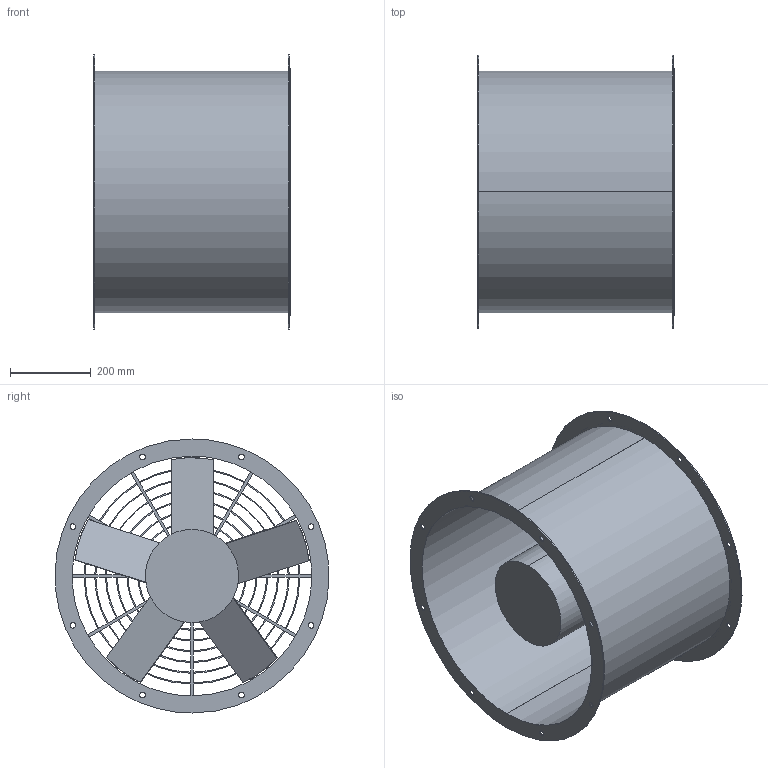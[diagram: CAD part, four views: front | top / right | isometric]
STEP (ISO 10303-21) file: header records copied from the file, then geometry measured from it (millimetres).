
FILE_DESCRIPTION(('FreeCAD Model'),'2;1');
FILE_NAME('Open CASCADE Shape Model','2025-05-09T09:38:10',('FreeCAD'),( 'FreeCAD'),'Open CASCADE STEP processor 7.6','FreeCAD','Unknown');
FILE_SCHEMA(('AUTOMOTIVE_DESIGN { 1 0 10303 214 1 1 1 1 }'));
Length unit declared in the file: millimetre
Products named in the file (1): Open CASCADE STEP translator 7.6 1
Bounding box: 488.07 x 679.74 x 680.1 mm (x, y, z)
Volume: 17183247.3 mm3; surface area: 2970164.8 mm2
Topology: 4 solids, 4 shells, 467 faces, 1365 edges, 910 vertices
Faces by surface type: bspline 467
Entity records: 21645 total; most frequent: CARTESIAN_POINT 13115, ORIENTED_EDGE 2730, EDGE_CURVE 1365, B_SPLINE_CURVE_WITH_KNOTS 1223, VERTEX_POINT 910, FACE_BOUND 699, EDGE_LOOP 699, ADVANCED_FACE 467
